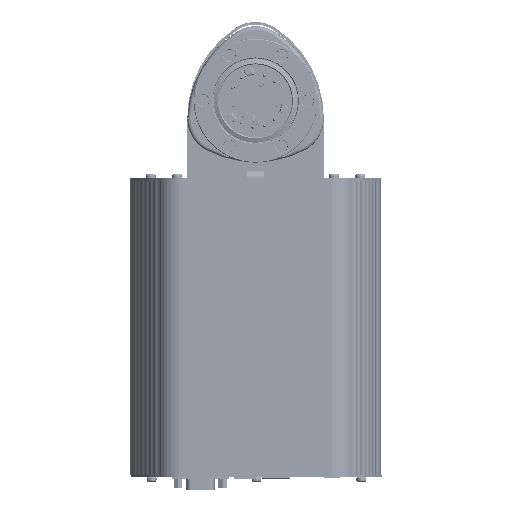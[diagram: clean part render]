
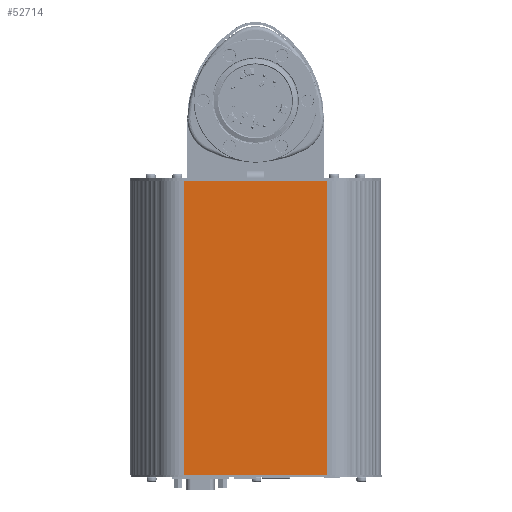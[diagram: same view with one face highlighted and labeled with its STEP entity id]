
A CAD part, front view. The second image highlights one B-rep face of the part: STEP entity #52714.
In plain terms, the highlighted planar face has unit normal (0, -1, 0).
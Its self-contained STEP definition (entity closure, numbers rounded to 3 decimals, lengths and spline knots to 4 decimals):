
#52714=ADVANCED_FACE('',(#59337),#56927,.T.);
#56927=PLANE('',#123995);
#59337=FACE_OUTER_BOUND('',#63415,.T.);
#63415=EDGE_LOOP('',(#75312,#75313,#75314,#75315));
#75312=ORIENTED_EDGE('',*,*,#103893,.T.);
#75313=ORIENTED_EDGE('',*,*,#103892,.T.);
#75314=ORIENTED_EDGE('',*,*,#103841,.T.);
#75315=ORIENTED_EDGE('',*,*,#103894,.F.);
#94189=VERTEX_POINT('',#168719);
#94190=VERTEX_POINT('',#168721);
#94222=VERTEX_POINT('',#168819);
#94223=VERTEX_POINT('',#168823);
#103841=EDGE_CURVE('',#94190,#94189,#113055,.T.);
#103892=EDGE_CURVE('',#94222,#94190,#113076,.T.);
#103893=EDGE_CURVE('',#94223,#94222,#113077,.T.);
#103894=EDGE_CURVE('',#94223,#94189,#113078,.T.);
#113055=LINE('',#168720,#117515);
#113076=LINE('',#168820,#117536);
#113077=LINE('',#168822,#117537);
#113078=LINE('',#168824,#117538);
#117515=VECTOR('',#137490,1.);
#117536=VECTOR('',#137603,1.);
#117537=VECTOR('',#137606,1.);
#117538=VECTOR('',#137607,1.);
#123995=AXIS2_PLACEMENT_3D('',#168825,#137608,#137609);
#137490=DIRECTION('',(-1.,0.,0.));
#137603=DIRECTION('',(0.,0.,1.));
#137606=DIRECTION('',(1.,0.,0.));
#137607=DIRECTION('',(0.,0.,1.));
#137608=DIRECTION('',(0.,-1.,0.));
#137609=DIRECTION('',(0.,0.,1.));
#168719=CARTESIAN_POINT('',(-1.3448,-2.7728,6.6359));
#168720=CARTESIAN_POINT('',(1.8294,-2.7728,6.6359));
#168721=CARTESIAN_POINT('',(1.8294,-2.7728,6.6359));
#168819=CARTESIAN_POINT('',(1.8294,-2.7728,0.1399));
#168820=CARTESIAN_POINT('',(1.8294,-2.7728,0.1399));
#168822=CARTESIAN_POINT('',(-1.3448,-2.7728,0.1399));
#168823=CARTESIAN_POINT('',(-1.3448,-2.7728,0.1399));
#168824=CARTESIAN_POINT('',(-1.3448,-2.7728,0.1399));
#168825=CARTESIAN_POINT('',(-1.3448,-2.7728,0.1399));
